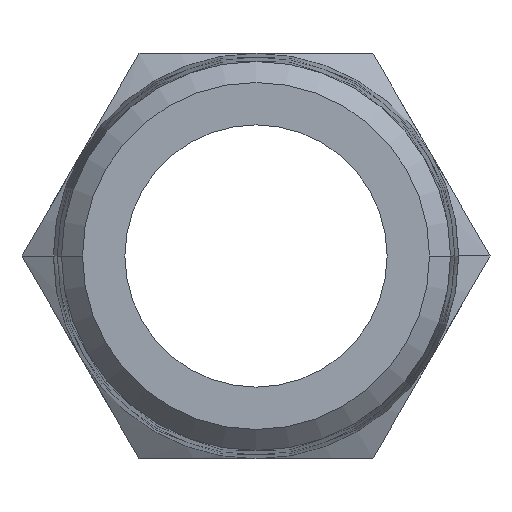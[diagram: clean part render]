
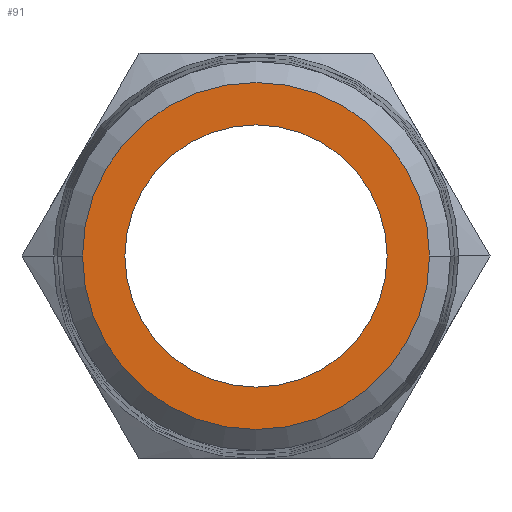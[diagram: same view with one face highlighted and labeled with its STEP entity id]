
A CAD part, left-side view. The second image highlights one B-rep face of the part: STEP entity #91.
In plain terms, the highlighted planar face has unit normal (-1, 0, 0).
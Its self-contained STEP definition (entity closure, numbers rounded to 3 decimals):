
#91=ADVANCED_FACE('',(#190,#191),#192,.T.);
#190=FACE_BOUND('',#290,.T.);
#191=FACE_OUTER_BOUND('',#291,.T.);
#192=PLANE('',#292);
#290=EDGE_LOOP('',(#614,#615));
#291=EDGE_LOOP('',(#616,#617));
#292=AXIS2_PLACEMENT_3D('',#618,#619,#620);
#614=ORIENTED_EDGE('',*,*,#662,.T.);
#615=ORIENTED_EDGE('',*,*,#661,.T.);
#616=ORIENTED_EDGE('',*,*,#626,.F.);
#617=ORIENTED_EDGE('',*,*,#715,.F.);
#618=CARTESIAN_POINT('',(0.0,-3.638,0.0));
#619=DIRECTION('',(-1.0,0.,-0.0));
#620=DIRECTION('',(0.,1.0,0.0));
#626=EDGE_CURVE('',#724,#726,#727,.T.);
#661=EDGE_CURVE('',#789,#793,#795,.T.);
#662=EDGE_CURVE('',#793,#789,#796,.T.);
#715=EDGE_CURVE('',#726,#724,#867,.T.);
#724=VERTEX_POINT('',#878);
#726=VERTEX_POINT('',#881);
#727=CIRCLE('',#882,7.277);
#789=VERTEX_POINT('',#1002);
#793=VERTEX_POINT('',#1007);
#795=CIRCLE('',#1010,5.5);
#796=CIRCLE('',#1011,5.5);
#867=CIRCLE('',#1308,7.277);
#878=CARTESIAN_POINT('',(0.0,-7.277,0.0));
#881=CARTESIAN_POINT('',(0.,7.277,0.));
#882=AXIS2_PLACEMENT_3D('',#1318,#1319,#1320);
#1002=CARTESIAN_POINT('',(0.,0.,-5.5));
#1007=CARTESIAN_POINT('',(0.,0.,5.5));
#1010=AXIS2_PLACEMENT_3D('',#1379,#1380,#1381);
#1011=AXIS2_PLACEMENT_3D('',#1382,#1383,#1384);
#1308=AXIS2_PLACEMENT_3D('',#1469,#1470,#1471);
#1318=CARTESIAN_POINT('',(0.0,0.,0.0));
#1319=DIRECTION('',(1.0,0.,0.0));
#1320=DIRECTION('',(0.,-1.0,0.0));
#1379=CARTESIAN_POINT('',(0.0,0.0,0.0));
#1380=DIRECTION('',(1.0,0.,0.0));
#1381=DIRECTION('',(0.0,0.0,-1.0));
#1382=CARTESIAN_POINT('',(0.0,0.0,0.0));
#1383=DIRECTION('',(1.0,0.,0.0));
#1384=DIRECTION('',(0.0,0.0,-1.0));
#1469=CARTESIAN_POINT('',(0.0,0.,0.0));
#1470=DIRECTION('',(1.0,0.,0.0));
#1471=DIRECTION('',(0.,-1.0,0.0));
